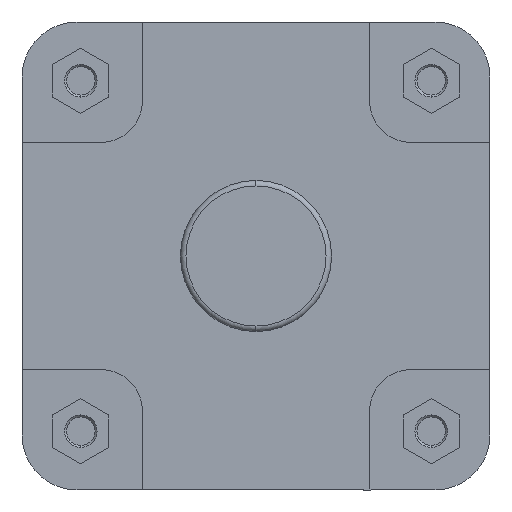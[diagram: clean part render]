
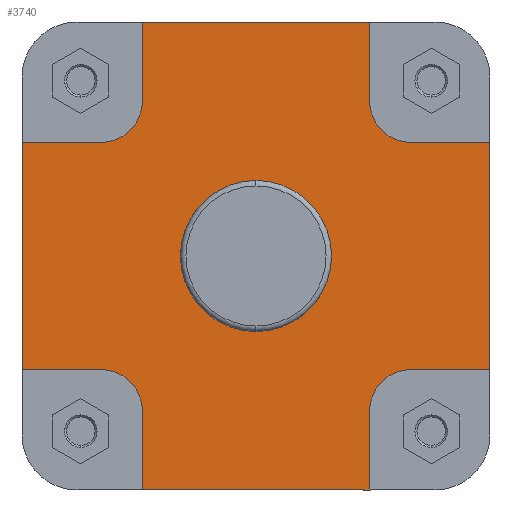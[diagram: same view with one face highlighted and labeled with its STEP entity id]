
A CAD part, left-side view. The second image highlights one B-rep face of the part: STEP entity #3740.
In plain terms, the highlighted planar face has unit normal (-1, 0, 0).
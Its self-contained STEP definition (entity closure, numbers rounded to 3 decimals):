
#698 = EDGE_LOOP ( 'NONE', ( #5838, #5816 ) ) ;
#1035 = EDGE_LOOP ( 'NONE', ( #5852, #5815, #5855, #5856, #5825, #5840, #5860, #5823, #5807, #5834, #5812, #5861, #5862, #5863, #5864, #5865 ) ) ;
#1230 = CARTESIAN_POINT ( 'NONE',  ( 16., 0., 54.9 ) ) ;
#1265 = FACE_OUTER_BOUND ( 'NONE', #1035, .T. ) ;
#1269 = FACE_BOUND ( 'NONE', #698, .T. ) ;
#1347 = CARTESIAN_POINT ( 'NONE',  ( 16., 0., -54.9 ) ) ;
#1363 = VERTEX_POINT ( 'NONE', #1230 ) ;
#1496 = VERTEX_POINT ( 'NONE', #1347 ) ;
#1776 = CIRCLE ( 'NONE', #4180, 54.9 ) ;
#1788 = LINE ( 'NONE', #4945, #1802 ) ;
#1795 = LINE ( 'NONE', #4943, #1801 ) ;
#1796 = VECTOR ( 'NONE', #4944, 1000. ) ;
#1797 = LINE ( 'NONE', #4947, #1804 ) ;
#1799 = LINE ( 'NONE', #4938, #1796 ) ;
#1800 = CIRCLE ( 'NONE', #4195, 30. ) ;
#1801 = VECTOR ( 'NONE', #4946, 1000. ) ;
#1802 = VECTOR ( 'NONE', #4948, 1000. ) ;
#1804 = VECTOR ( 'NONE', #4949, 1000. ) ;
#1805 = VECTOR ( 'NONE', #4957, 1000. ) ;
#1806 = LINE ( 'NONE', #4951, #1807 ) ;
#1807 = VECTOR ( 'NONE', #4952, 1000. ) ;
#1808 = LINE ( 'NONE', #4956, #1811 ) ;
#1809 = LINE ( 'NONE', #4950, #1805 ) ;
#1810 = CIRCLE ( 'NONE', #4197, 30. ) ;
#1811 = VECTOR ( 'NONE', #4958, 1000. ) ;
#1812 = VECTOR ( 'NONE', #4966, 1000. ) ;
#1813 = LINE ( 'NONE', #4960, #1814 ) ;
#1814 = VECTOR ( 'NONE', #4961, 1000. ) ;
#1815 = LINE ( 'NONE', #4965, #1818 ) ;
#1816 = LINE ( 'NONE', #4959, #1812 ) ;
#1817 = CIRCLE ( 'NONE', #4199, 30. ) ;
#1818 = VECTOR ( 'NONE', #4967, 1000. ) ;
#1819 = VECTOR ( 'NONE', #4976, 1000. ) ;
#1820 = LINE ( 'NONE', #4969, #1821 ) ;
#1821 = VECTOR ( 'NONE', #4970, 1000. ) ;
#1823 = LINE ( 'NONE', #4968, #1819 ) ;
#1824 = CIRCLE ( 'NONE', #4200, 30. ) ;
#2559 = CIRCLE ( 'NONE', #4414, 54.9 ) ;
#3251 = CARTESIAN_POINT ( 'NONE',  ( 16., 0., 0. ) ) ;
#3258 = DIRECTION ( 'NONE',  ( -1., 0., 0. ) ) ;
#3259 = DIRECTION ( 'NONE',  ( 0., 0., 1. ) ) ;
#3740 = ADVANCED_FACE ( 'NONE', ( #1269, #1265 ), #7027, .F. ) ;
#3869 = EDGE_CURVE ( 'NONE', #1496, #1363, #1776, .T. ) ;
#3887 = EDGE_CURVE ( 'NONE', #5991, #6052, #1800, .T. ) ;
#3888 = EDGE_CURVE ( 'NONE', #5983, #5991, #1799, .T. ) ;
#3889 = EDGE_CURVE ( 'NONE', #6027, #6040, #1795, .T. ) ;
#3890 = EDGE_CURVE ( 'NONE', #6052, #6040, #1788, .T. ) ;
#3891 = EDGE_CURVE ( 'NONE', #5983, #5984, #1797, .T. ) ;
#3892 = EDGE_CURVE ( 'NONE', #6008, #5984, #1806, .T. ) ;
#3893 = EDGE_CURVE ( 'NONE', #5993, #6008, #1810, .T. ) ;
#3894 = EDGE_CURVE ( 'NONE', #6031, #5993, #1809, .T. ) ;
#3895 = EDGE_CURVE ( 'NONE', #6023, #6031, #1808, .T. ) ;
#3896 = EDGE_CURVE ( 'NONE', #5986, #6023, #1813, .T. ) ;
#3897 = EDGE_CURVE ( 'NONE', #6033, #5986, #1817, .T. ) ;
#3898 = EDGE_CURVE ( 'NONE', #6020, #6033, #1816, .T. ) ;
#3899 = EDGE_CURVE ( 'NONE', #6022, #6020, #1815, .T. ) ;
#3900 = EDGE_CURVE ( 'NONE', #6119, #6022, #1820, .T. ) ;
#3901 = EDGE_CURVE ( 'NONE', #6127, #6119, #1824, .T. ) ;
#3902 = EDGE_CURVE ( 'NONE', #6027, #6127, #1823, .T. ) ;
#4064 = AXIS2_PLACEMENT_3D ( 'NONE', #6867, #7144, #7154 ) ;
#4180 = AXIS2_PLACEMENT_3D ( 'NONE', #4890, #4891, #4892 ) ;
#4195 = AXIS2_PLACEMENT_3D ( 'NONE', #4934, #4941, #4942 ) ;
#4197 = AXIS2_PLACEMENT_3D ( 'NONE', #4953, #4954, #4955 ) ;
#4199 = AXIS2_PLACEMENT_3D ( 'NONE', #4962, #4963, #4964 ) ;
#4200 = AXIS2_PLACEMENT_3D ( 'NONE', #4971, #4972, #4973 ) ;
#4414 = AXIS2_PLACEMENT_3D ( 'NONE', #3251, #3258, #3259 ) ;
#4890 = CARTESIAN_POINT ( 'NONE',  ( 16., 0., 0. ) ) ;
#4891 = DIRECTION ( 'NONE',  ( -1., 0., 0. ) ) ;
#4892 = DIRECTION ( 'NONE',  ( 0., 0., 1. ) ) ;
#4934 = CARTESIAN_POINT ( 'NONE',  ( 16., -112.5, -112.5 ) ) ;
#4938 = CARTESIAN_POINT ( 'NONE',  ( 16., -112.5, -82.5 ) ) ;
#4941 = DIRECTION ( 'NONE',  ( -1., 0., 0. ) ) ;
#4942 = DIRECTION ( 'NONE',  ( 0., -1., 0. ) ) ;
#4943 = CARTESIAN_POINT ( 'NONE',  ( 16., -374.141, -170. ) ) ;
#4944 = DIRECTION ( 'NONE',  ( 0., 1., 0. ) ) ;
#4945 = CARTESIAN_POINT ( 'NONE',  ( 16., -82.5, -170. ) ) ;
#4946 = DIRECTION ( 'NONE',  ( 0., -1., 0. ) ) ;
#4947 = CARTESIAN_POINT ( 'NONE',  ( 16., -170., 0. ) ) ;
#4948 = DIRECTION ( 'NONE',  ( 0., 0., -1. ) ) ;
#4949 = DIRECTION ( 'NONE',  ( 0., 0., 1. ) ) ;
#4950 = CARTESIAN_POINT ( 'NONE',  ( 16., -82.5, 112.5 ) ) ;
#4951 = CARTESIAN_POINT ( 'NONE',  ( 16., -170., 82.5 ) ) ;
#4952 = DIRECTION ( 'NONE',  ( 0., -1., 0. ) ) ;
#4953 = CARTESIAN_POINT ( 'NONE',  ( 16., -112.5, 112.5 ) ) ;
#4954 = DIRECTION ( 'NONE',  ( -1., 0., 0. ) ) ;
#4955 = DIRECTION ( 'NONE',  ( 0., 0., 1. ) ) ;
#4956 = CARTESIAN_POINT ( 'NONE',  ( 16., -374.141, 170. ) ) ;
#4957 = DIRECTION ( 'NONE',  ( 0., 0., -1. ) ) ;
#4958 = DIRECTION ( 'NONE',  ( 0., -1., 0. ) ) ;
#4959 = CARTESIAN_POINT ( 'NONE',  ( 16., 112.5, 82.5 ) ) ;
#4960 = CARTESIAN_POINT ( 'NONE',  ( 16., 82.5, 170. ) ) ;
#4961 = DIRECTION ( 'NONE',  ( 0., 0., 1. ) ) ;
#4962 = CARTESIAN_POINT ( 'NONE',  ( 16., 112.5, 112.5 ) ) ;
#4963 = DIRECTION ( 'NONE',  ( -1., 0., 0. ) ) ;
#4964 = DIRECTION ( 'NONE',  ( 0., 1., 0. ) ) ;
#4965 = CARTESIAN_POINT ( 'NONE',  ( 16., 170., 0. ) ) ;
#4966 = DIRECTION ( 'NONE',  ( 0., -1., 0. ) ) ;
#4967 = DIRECTION ( 'NONE',  ( 0., 0., 1. ) ) ;
#4968 = CARTESIAN_POINT ( 'NONE',  ( 16., 82.5, -112.5 ) ) ;
#4969 = CARTESIAN_POINT ( 'NONE',  ( 16., 170., -82.5 ) ) ;
#4970 = DIRECTION ( 'NONE',  ( 0., 1., 0. ) ) ;
#4971 = CARTESIAN_POINT ( 'NONE',  ( 16., 112.5, -112.5 ) ) ;
#4972 = DIRECTION ( 'NONE',  ( -1., 0., 0. ) ) ;
#4973 = DIRECTION ( 'NONE',  ( 0., 0., -1. ) ) ;
#4976 = DIRECTION ( 'NONE',  ( 0., 0., 1. ) ) ;
#5355 = CARTESIAN_POINT ( 'NONE',  ( 16., -170., -82.5 ) ) ;
#5364 = CARTESIAN_POINT ( 'NONE',  ( 16., -170., 82.5 ) ) ;
#5369 = CARTESIAN_POINT ( 'NONE',  ( 16., 82.5, 112.5 ) ) ;
#5372 = CARTESIAN_POINT ( 'NONE',  ( 16., -112.5, -82.5 ) ) ;
#5374 = CARTESIAN_POINT ( 'NONE',  ( 16., -82.5, 112.5 ) ) ;
#5388 = CARTESIAN_POINT ( 'NONE',  ( 16., -112.5, 82.5 ) ) ;
#5400 = CARTESIAN_POINT ( 'NONE',  ( 16., 170., 82.5 ) ) ;
#5402 = CARTESIAN_POINT ( 'NONE',  ( 16., 170., -82.5 ) ) ;
#5403 = CARTESIAN_POINT ( 'NONE',  ( 16., 82.5, 170. ) ) ;
#5407 = CARTESIAN_POINT ( 'NONE',  ( 16., 82.5, -170. ) ) ;
#5410 = CARTESIAN_POINT ( 'NONE',  ( 16., -82.5, 170. ) ) ;
#5412 = CARTESIAN_POINT ( 'NONE',  ( 16., 112.5, 82.5 ) ) ;
#5419 = CARTESIAN_POINT ( 'NONE',  ( 16., -82.5, -170. ) ) ;
#5430 = CARTESIAN_POINT ( 'NONE',  ( 16., -82.5, -112.5 ) ) ;
#5495 = CARTESIAN_POINT ( 'NONE',  ( 16., 82.5, -112.5 ) ) ;
#5496 = CARTESIAN_POINT ( 'NONE',  ( 16., 112.5, -82.5 ) ) ;
#5807 = ORIENTED_EDGE ( 'NONE', *, *, #3895, .F. ) ;
#5812 = ORIENTED_EDGE ( 'NONE', *, *, #3897, .F. ) ;
#5815 = ORIENTED_EDGE ( 'NONE', *, *, #3890, .F. ) ;
#5816 = ORIENTED_EDGE ( 'NONE', *, *, #3869, .F. ) ;
#5823 = ORIENTED_EDGE ( 'NONE', *, *, #3894, .F. ) ;
#5825 = ORIENTED_EDGE ( 'NONE', *, *, #3891, .T. ) ;
#5834 = ORIENTED_EDGE ( 'NONE', *, *, #3896, .F. ) ;
#5838 = ORIENTED_EDGE ( 'NONE', *, *, #6699, .F. ) ;
#5840 = ORIENTED_EDGE ( 'NONE', *, *, #3892, .F. ) ;
#5852 = ORIENTED_EDGE ( 'NONE', *, *, #3889, .T. ) ;
#5855 = ORIENTED_EDGE ( 'NONE', *, *, #3887, .F. ) ;
#5856 = ORIENTED_EDGE ( 'NONE', *, *, #3888, .F. ) ;
#5860 = ORIENTED_EDGE ( 'NONE', *, *, #3893, .F. ) ;
#5861 = ORIENTED_EDGE ( 'NONE', *, *, #3898, .F. ) ;
#5862 = ORIENTED_EDGE ( 'NONE', *, *, #3899, .F. ) ;
#5863 = ORIENTED_EDGE ( 'NONE', *, *, #3900, .F. ) ;
#5864 = ORIENTED_EDGE ( 'NONE', *, *, #3901, .F. ) ;
#5865 = ORIENTED_EDGE ( 'NONE', *, *, #3902, .F. ) ;
#5983 = VERTEX_POINT ( 'NONE', #5355 ) ;
#5984 = VERTEX_POINT ( 'NONE', #5364 ) ;
#5986 = VERTEX_POINT ( 'NONE', #5369 ) ;
#5991 = VERTEX_POINT ( 'NONE', #5372 ) ;
#5993 = VERTEX_POINT ( 'NONE', #5374 ) ;
#6008 = VERTEX_POINT ( 'NONE', #5388 ) ;
#6020 = VERTEX_POINT ( 'NONE', #5400 ) ;
#6022 = VERTEX_POINT ( 'NONE', #5402 ) ;
#6023 = VERTEX_POINT ( 'NONE', #5403 ) ;
#6027 = VERTEX_POINT ( 'NONE', #5407 ) ;
#6031 = VERTEX_POINT ( 'NONE', #5410 ) ;
#6033 = VERTEX_POINT ( 'NONE', #5412 ) ;
#6040 = VERTEX_POINT ( 'NONE', #5419 ) ;
#6052 = VERTEX_POINT ( 'NONE', #5430 ) ;
#6119 = VERTEX_POINT ( 'NONE', #5496 ) ;
#6127 = VERTEX_POINT ( 'NONE', #5495 ) ;
#6699 = EDGE_CURVE ( 'NONE', #1363, #1496, #2559, .T. ) ;
#6867 = CARTESIAN_POINT ( 'NONE',  ( 16., 54.9, 0. ) ) ;
#7027 = PLANE ( 'NONE',  #4064 ) ;
#7144 = DIRECTION ( 'NONE',  ( 1., 0., 0. ) ) ;
#7154 = DIRECTION ( 'NONE',  ( 0., 0., -1. ) ) ;
